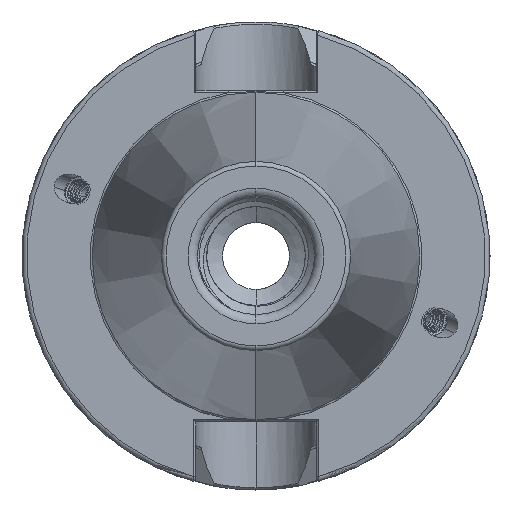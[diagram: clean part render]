
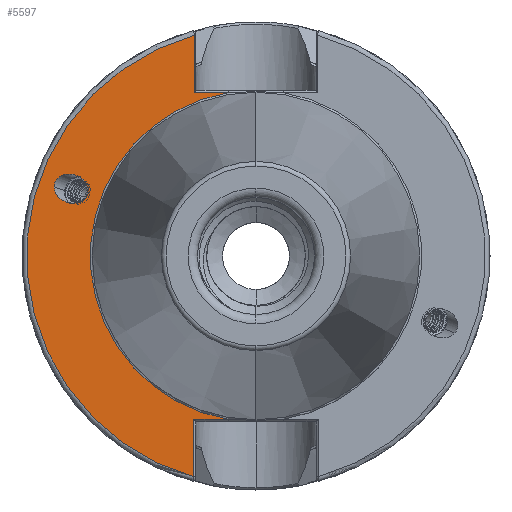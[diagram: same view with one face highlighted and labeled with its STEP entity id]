
A CAD part, left-side view. The second image highlights one B-rep face of the part: STEP entity #5597.
In plain terms, the highlighted planar face has unit normal (-1, 0, 0).
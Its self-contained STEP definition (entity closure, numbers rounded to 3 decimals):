
#3791 =( BOUNDED_CURVE ( )  B_SPLINE_CURVE ( 3, ( #13273, #13274, #13327, #13349 ),
 .UNSPECIFIED., .F., .F. ) 
 B_SPLINE_CURVE_WITH_KNOTS ( ( 4, 4 ),
 ( 2.852, 5.993 ),
 .UNSPECIFIED. ) 
 CURVE ( )  GEOMETRIC_REPRESENTATION_ITEM ( )  RATIONAL_B_SPLINE_CURVE ( ( 1., 0.333, 0.333, 1. ) ) 
 REPRESENTATION_ITEM ( '' )  );
#3878 =( BOUNDED_CURVE ( )  B_SPLINE_CURVE ( 3, ( #20227, #20212, #20214, #20188 ),
 .UNSPECIFIED., .F., .F. ) 
 B_SPLINE_CURVE_WITH_KNOTS ( ( 4, 4 ),
 ( 0., 2.852 ),
 .UNSPECIFIED. ) 
 CURVE ( )  GEOMETRIC_REPRESENTATION_ITEM ( )  RATIONAL_B_SPLINE_CURVE ( ( 1., 0.43, 0.43, 1. ) ) 
 REPRESENTATION_ITEM ( '' )  );
#4073 =( BOUNDED_CURVE ( )  B_SPLINE_CURVE ( 3, ( #13938, #13977, #13933, #13947 ),
 .UNSPECIFIED., .F., .F. ) 
 B_SPLINE_CURVE_WITH_KNOTS ( ( 4, 4 ),
 ( 5.993, 6.283 ),
 .UNSPECIFIED. ) 
 CURVE ( )  GEOMETRIC_REPRESENTATION_ITEM ( )  RATIONAL_B_SPLINE_CURVE ( ( 1., 0.993, 0.993, 1. ) ) 
 REPRESENTATION_ITEM ( '' )  );
#4243 = CARTESIAN_POINT ( 'NONE',  ( 0., 35.816, 13.963 ) ) ;
#4253 = CARTESIAN_POINT ( 'NONE',  ( 0., 43.118, 14.766 ) ) ;
#4346 = CARTESIAN_POINT ( 'NONE',  ( 0., 35.968, 13.091 ) ) ;
#5597 = ADVANCED_FACE ( 'NONE', ( #27590, #27595 ), #22097, .F. ) ;
#6103 = ORIENTED_EDGE ( 'NONE', *, *, #14649, .T. ) ;
#6115 = ORIENTED_EDGE ( 'NONE', *, *, #14841, .T. ) ;
#6120 = ORIENTED_EDGE ( 'NONE', *, *, #14866, .T. ) ;
#6136 = ORIENTED_EDGE ( 'NONE', *, *, #14536, .T. ) ;
#6145 = ORIENTED_EDGE ( 'NONE', *, *, #14412, .T. ) ;
#6156 = ORIENTED_EDGE ( 'NONE', *, *, #14857, .F. ) ;
#6158 = ORIENTED_EDGE ( 'NONE', *, *, #14852, .T. ) ;
#6160 = ORIENTED_EDGE ( 'NONE', *, *, #14831, .T. ) ;
#6215 = ORIENTED_EDGE ( 'NONE', *, *, #14865, .T. ) ;
#6429 = VERTEX_POINT ( 'NONE', #4243 ) ;
#6438 = VERTEX_POINT ( 'NONE', #4253 ) ;
#6480 = VERTEX_POINT ( 'NONE', #4346 ) ;
#6677 = EDGE_LOOP ( 'NONE', ( #6160, #6215, #6158, #6156, #6120, #6103 ) ) ;
#6731 = EDGE_LOOP ( 'NONE', ( #6115, #6136, #6145 ) ) ;
#8600 = AXIS2_PLACEMENT_3D ( 'NONE', #22117, #22089, #22100 ) ;
#13273 = CARTESIAN_POINT ( 'NONE',  ( 0., 43.118, 14.766 ) ) ;
#13274 = CARTESIAN_POINT ( 'NONE',  ( 0., 43.118, 20.987 ) ) ;
#13327 = CARTESIAN_POINT ( 'NONE',  ( 0., 35.816, 20.184 ) ) ;
#13349 = CARTESIAN_POINT ( 'NONE',  ( 0., 35.816, 13.963 ) ) ;
#13933 = CARTESIAN_POINT ( 'NONE',  ( 0., 35.867, 13.369 ) ) ;
#13938 = CARTESIAN_POINT ( 'NONE',  ( 0., 35.816, 13.963 ) ) ;
#13947 = CARTESIAN_POINT ( 'NONE',  ( 0., 35.968, 13.091 ) ) ;
#13977 = CARTESIAN_POINT ( 'NONE',  ( 0., 35.816, 13.662 ) ) ;
#14187 = CIRCLE ( 'NONE', #16285, 49. ) ;
#14232 = VECTOR ( 'NONE', #20320, 1000. ) ;
#14234 = VECTOR ( 'NONE', #20464, 1000. ) ;
#14240 = LINE ( 'NONE', #20403, #14234 ) ;
#14242 = LINE ( 'NONE', #20458, #14303 ) ;
#14259 = LINE ( 'NONE', #20330, #14232 ) ;
#14272 = CIRCLE ( 'NONE', #16328, 35.398 ) ;
#14303 = VECTOR ( 'NONE', #20456, 1000. ) ;
#14412 = EDGE_CURVE ( 'NONE', #6429, #6480, #4073, .T. ) ;
#14536 = EDGE_CURVE ( 'NONE', #6438, #6429, #3791, .T. ) ;
#14649 = EDGE_CURVE ( 'NONE', #29384, #29321, #15009, .T. ) ;
#14831 = EDGE_CURVE ( 'NONE', #29321, #29308, #14187, .T. ) ;
#14841 = EDGE_CURVE ( 'NONE', #6480, #6438, #3878, .T. ) ;
#14852 = EDGE_CURVE ( 'NONE', #29317, #29385, #14259, .T. ) ;
#14857 = EDGE_CURVE ( 'NONE', #29369, #29385, #14272, .T. ) ;
#14865 = EDGE_CURVE ( 'NONE', #29308, #29317, #14240, .T. ) ;
#14866 = EDGE_CURVE ( 'NONE', #29369, #29384, #14242, .T. ) ;
#15009 = LINE ( 'NONE', #15361, #15010 ) ;
#15010 = VECTOR ( 'NONE', #15394, 1000. ) ;
#15361 = CARTESIAN_POINT ( 'NONE',  ( 0., 13.194, 47.285 ) ) ;
#15394 = DIRECTION ( 'NONE',  ( 0., 0., 1. ) ) ;
#16285 = AXIS2_PLACEMENT_3D ( 'NONE', #20152, #20143, #20177 ) ;
#16328 = AXIS2_PLACEMENT_3D ( 'NONE', #20339, #20372, #20336 ) ;
#20143 = DIRECTION ( 'NONE',  ( -1., 0., 0. ) ) ;
#20152 = CARTESIAN_POINT ( 'NONE',  ( 0., 0., 0. ) ) ;
#20177 = DIRECTION ( 'NONE',  ( 0., 0., 1. ) ) ;
#20188 = CARTESIAN_POINT ( 'NONE',  ( 0., 43.118, 14.766 ) ) ;
#20212 = CARTESIAN_POINT ( 'NONE',  ( 0., 37.57, 8.69 ) ) ;
#20214 = CARTESIAN_POINT ( 'NONE',  ( 0., 43.118, 9.99 ) ) ;
#20227 = CARTESIAN_POINT ( 'NONE',  ( 0., 35.968, 13.091 ) ) ;
#20320 = DIRECTION ( 'NONE',  ( 0., -1., 0. ) ) ;
#20330 = CARTESIAN_POINT ( 'NONE',  ( 0., 35.398, -34.9 ) ) ;
#20336 = DIRECTION ( 'NONE',  ( 0., 0., 1. ) ) ;
#20339 = CARTESIAN_POINT ( 'NONE',  ( 0., 0., 0. ) ) ;
#20372 = DIRECTION ( 'NONE',  ( -1., 0., 0. ) ) ;
#20403 = CARTESIAN_POINT ( 'NONE',  ( 0., 13.279, 0. ) ) ;
#20456 = DIRECTION ( 'NONE',  ( 0., 1., 0. ) ) ;
#20458 = CARTESIAN_POINT ( 'NONE',  ( 0., 12.85, 34.9 ) ) ;
#20464 = DIRECTION ( 'NONE',  ( 0., 0., 1. ) ) ;
#20487 = CARTESIAN_POINT ( 'NONE',  ( 0., 13.279, -34.9 ) ) ;
#20501 = CARTESIAN_POINT ( 'NONE',  ( 0., 13.279, -47.166 ) ) ;
#20514 = CARTESIAN_POINT ( 'NONE',  ( 0., 13.194, 47.19 ) ) ;
#20550 = CARTESIAN_POINT ( 'NONE',  ( 0., 13.194, 34.9 ) ) ;
#20560 = CARTESIAN_POINT ( 'NONE',  ( 0., 5.916, 34.9 ) ) ;
#20569 = CARTESIAN_POINT ( 'NONE',  ( 0., 5.916, -34.9 ) ) ;
#22089 = DIRECTION ( 'NONE',  ( 1., 0., 0. ) ) ;
#22097 = PLANE ( 'NONE',  #8600 ) ;
#22100 = DIRECTION ( 'NONE',  ( 0., 0., -1. ) ) ;
#22117 = CARTESIAN_POINT ( 'NONE',  ( 0., 35.398, 0. ) ) ;
#27590 = FACE_BOUND ( 'NONE', #6731, .T. ) ;
#27595 = FACE_OUTER_BOUND ( 'NONE', #6677, .T. ) ;
#29308 = VERTEX_POINT ( 'NONE', #20501 ) ;
#29317 = VERTEX_POINT ( 'NONE', #20487 ) ;
#29321 = VERTEX_POINT ( 'NONE', #20514 ) ;
#29369 = VERTEX_POINT ( 'NONE', #20560 ) ;
#29384 = VERTEX_POINT ( 'NONE', #20550 ) ;
#29385 = VERTEX_POINT ( 'NONE', #20569 ) ;
